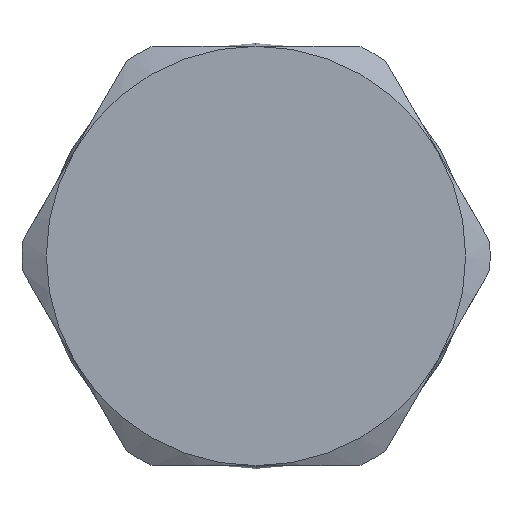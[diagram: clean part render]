
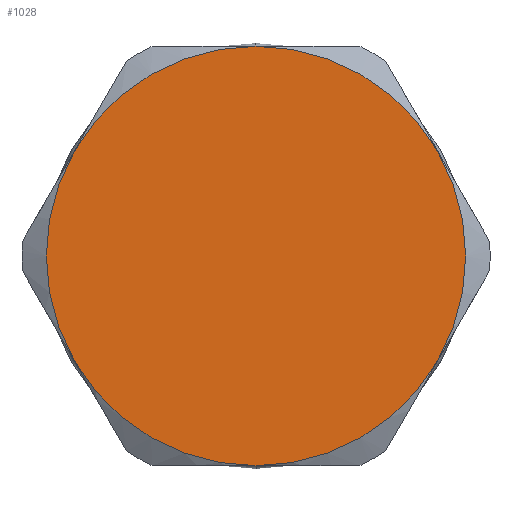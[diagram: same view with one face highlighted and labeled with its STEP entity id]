
A CAD part, left-side view. The second image highlights one B-rep face of the part: STEP entity #1028.
In plain terms, the highlighted planar face has unit normal (-1, 0, 0).
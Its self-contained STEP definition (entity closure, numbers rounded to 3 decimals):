
#574 = CARTESIAN_POINT ( 'NONE',  ( 0., 0., 22.22 ) ) ;
#576 = PLANE ( 'NONE',  #5617 ) ;
#579 = DIRECTION ( 'NONE',  ( -1., 0., 0. ) ) ;
#580 = DIRECTION ( 'NONE',  ( 0., 0., 1. ) ) ;
#759 = CARTESIAN_POINT ( 'NONE',  ( 0., -9.622, -5.555 ) ) ;
#771 = CARTESIAN_POINT ( 'NONE',  ( 0., 9.622, -5.555 ) ) ;
#776 = CARTESIAN_POINT ( 'NONE',  ( 0., 0., 11.11 ) ) ;
#778 = CARTESIAN_POINT ( 'NONE',  ( 0., -9.622, 5.555 ) ) ;
#785 = CARTESIAN_POINT ( 'NONE',  ( 0., 9.622, 5.555 ) ) ;
#787 = CARTESIAN_POINT ( 'NONE',  ( 0., 0., -11.11 ) ) ;
#1028 = ADVANCED_FACE ( 'NONE', ( #4358 ), #576, .T. ) ;
#1202 = VERTEX_POINT ( 'NONE', #759 ) ;
#1214 = VERTEX_POINT ( 'NONE', #771 ) ;
#1219 = VERTEX_POINT ( 'NONE', #776 ) ;
#1221 = VERTEX_POINT ( 'NONE', #778 ) ;
#1228 = VERTEX_POINT ( 'NONE', #785 ) ;
#1230 = VERTEX_POINT ( 'NONE', #787 ) ;
#1264 = ORIENTED_EDGE ( 'NONE', *, *, #5522, .T. ) ;
#1280 = ORIENTED_EDGE ( 'NONE', *, *, #5584, .T. ) ;
#1312 = EDGE_LOOP ( 'NONE', ( #1371, #1370, #1402, #1264, #1377, #1280 ) ) ;
#1370 = ORIENTED_EDGE ( 'NONE', *, *, #5728, .T. ) ;
#1371 = ORIENTED_EDGE ( 'NONE', *, *, #5568, .T. ) ;
#1377 = ORIENTED_EDGE ( 'NONE', *, *, #5402, .T. ) ;
#1402 = ORIENTED_EDGE ( 'NONE', *, *, #5813, .T. ) ;
#2858 = CARTESIAN_POINT ( 'NONE',  ( 0., 0., 0. ) ) ;
#2859 = DIRECTION ( 'NONE',  ( -1., 0., 0. ) ) ;
#2860 = DIRECTION ( 'NONE',  ( 0., 0., 1. ) ) ;
#3233 = CARTESIAN_POINT ( 'NONE',  ( 0., 0., 0. ) ) ;
#3234 = DIRECTION ( 'NONE',  ( -1., 0., 0. ) ) ;
#3235 = DIRECTION ( 'NONE',  ( 0., 0., 1. ) ) ;
#3449 = CARTESIAN_POINT ( 'NONE',  ( 0., 0., 0. ) ) ;
#3450 = DIRECTION ( 'NONE',  ( -1., 0., 0. ) ) ;
#3451 = DIRECTION ( 'NONE',  ( 0., 0., 1. ) ) ;
#3470 = CARTESIAN_POINT ( 'NONE',  ( 0., 0., 0. ) ) ;
#3471 = DIRECTION ( 'NONE',  ( -1., 0., 0. ) ) ;
#3472 = DIRECTION ( 'NONE',  ( 0., 0., 1. ) ) ;
#3682 = CARTESIAN_POINT ( 'NONE',  ( 0., 0., 0. ) ) ;
#3683 = DIRECTION ( 'NONE',  ( -1., 0., 0. ) ) ;
#3684 = DIRECTION ( 'NONE',  ( 0., 0., 1. ) ) ;
#3768 = CARTESIAN_POINT ( 'NONE',  ( 0., 0., 0. ) ) ;
#3769 = DIRECTION ( 'NONE',  ( -1., 0., 0. ) ) ;
#3770 = DIRECTION ( 'NONE',  ( 0., 0., 1. ) ) ;
#4358 = FACE_OUTER_BOUND ( 'NONE', #1312, .T. ) ;
#5402 = EDGE_CURVE ( 'NONE', #1230, #1202, #6379, .T. ) ;
#5444 = AXIS2_PLACEMENT_3D ( 'NONE', #2858, #2859, #2860 ) ;
#5522 = EDGE_CURVE ( 'NONE', #1214, #1230, #6594, .T. ) ;
#5568 = EDGE_CURVE ( 'NONE', #1221, #1219, #6606, .T. ) ;
#5584 = EDGE_CURVE ( 'NONE', #1202, #1221, #6654, .T. ) ;
#5617 = AXIS2_PLACEMENT_3D ( 'NONE', #574, #579, #580 ) ;
#5728 = EDGE_CURVE ( 'NONE', #1219, #1228, #6549, .T. ) ;
#5813 = EDGE_CURVE ( 'NONE', #1228, #1214, #6670, .T. ) ;
#5836 = AXIS2_PLACEMENT_3D ( 'NONE', #3768, #3769, #3770 ) ;
#5855 = AXIS2_PLACEMENT_3D ( 'NONE', #3682, #3683, #3684 ) ;
#5886 = AXIS2_PLACEMENT_3D ( 'NONE', #3470, #3471, #3472 ) ;
#5892 = AXIS2_PLACEMENT_3D ( 'NONE', #3449, #3450, #3451 ) ;
#5911 = AXIS2_PLACEMENT_3D ( 'NONE', #3233, #3234, #3235 ) ;
#6379 = CIRCLE ( 'NONE', #5444, 11.11 ) ;
#6549 = CIRCLE ( 'NONE', #5855, 11.11 ) ;
#6594 = CIRCLE ( 'NONE', #5911, 11.11 ) ;
#6606 = CIRCLE ( 'NONE', #5892, 11.11 ) ;
#6654 = CIRCLE ( 'NONE', #5886, 11.11 ) ;
#6670 = CIRCLE ( 'NONE', #5836, 11.11 ) ;
